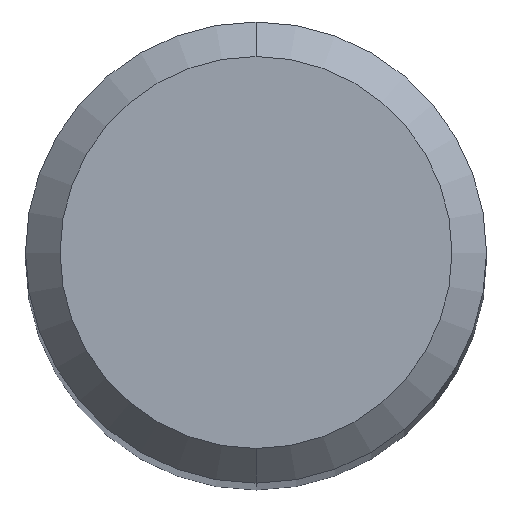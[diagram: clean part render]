
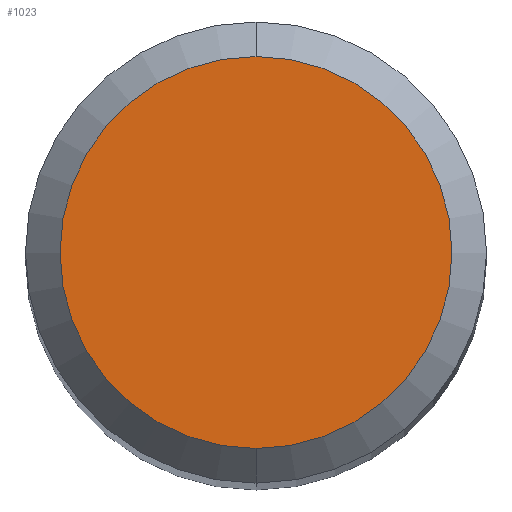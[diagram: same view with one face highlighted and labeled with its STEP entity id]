
A CAD part, top view. The second image highlights one B-rep face of the part: STEP entity #1023.
In plain terms, the highlighted planar face has unit normal (0, 0, 1).
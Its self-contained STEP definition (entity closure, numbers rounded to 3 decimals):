
#545=EDGE_CURVE('',#993,#651,#1378,.T.);
#651=VERTEX_POINT('',#1491);
#901=EDGE_CURVE('',#651,#993,#1760,.T.);
#993=VERTEX_POINT('',#1866);
#1023=ADVANCED_FACE('',(#1898),#1899,.T.);
#1378=CIRCLE('',#2544,1.7);
#1491=CARTESIAN_POINT('',(0.,-1.7,0.0));
#1760=CIRCLE('',#4044,1.7);
#1866=CARTESIAN_POINT('',(0.0,1.7,0.0));
#1898=FACE_OUTER_BOUND('',#4834,.T.);
#1899=PLANE('',#4835);
#2544=AXIS2_PLACEMENT_3D('',#5928,#5929,#5930);
#4044=AXIS2_PLACEMENT_3D('',#6264,#6265,#6266);
#4834=EDGE_LOOP('',(#6492,#6493));
#4835=AXIS2_PLACEMENT_3D('',#6494,#6495,#6496);
#5928=CARTESIAN_POINT('',(0.0,0.0,0.0));
#5929=DIRECTION('',(0.0,0.0,-1.0));
#5930=DIRECTION('',(0.0,1.0,0.0));
#6264=CARTESIAN_POINT('',(0.0,0.0,0.0));
#6265=DIRECTION('',(0.0,0.0,-1.0));
#6266=DIRECTION('',(0.0,1.0,0.0));
#6492=ORIENTED_EDGE('',*,*,#545,.F.);
#6493=ORIENTED_EDGE('',*,*,#901,.F.);
#6494=CARTESIAN_POINT('',(0.0,0.85,0.0));
#6495=DIRECTION('',(-0.0,0.0,1.0));
#6496=DIRECTION('',(0.0,-1.0,0.0));
